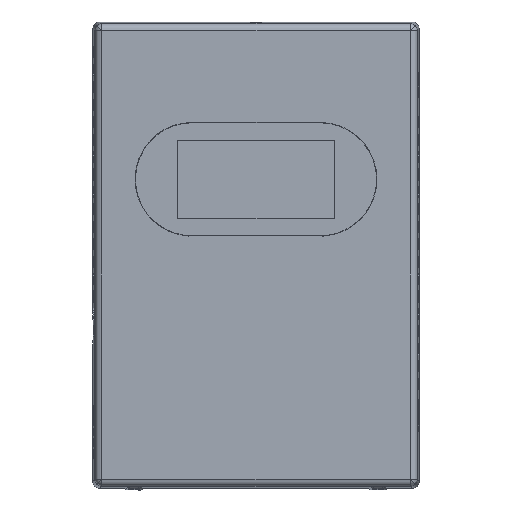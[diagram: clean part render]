
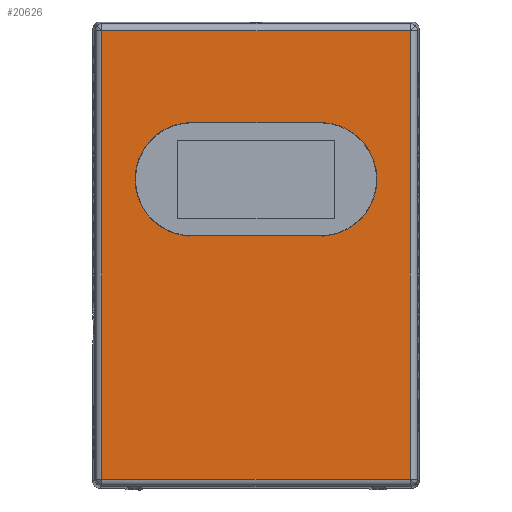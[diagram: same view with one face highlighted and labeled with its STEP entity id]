
A CAD part, top view. The second image highlights one B-rep face of the part: STEP entity #20626.
In plain terms, the highlighted planar face has unit normal (0, 0, 1).
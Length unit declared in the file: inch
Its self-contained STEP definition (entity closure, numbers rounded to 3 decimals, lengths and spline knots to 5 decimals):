
#1106 = VERTEX_POINT ( 'NONE', #35906 ) ;
#1296 = AXIS2_PLACEMENT_3D ( 'NONE', #29810, #32098, #7419 ) ;
#1338 = LINE ( 'NONE', #26224, #40741 ) ;
#2244 = EDGE_LOOP ( 'NONE', ( #24870, #27516, #12797, #31689, #40126 ) ) ;
#3170 = EDGE_CURVE ( 'NONE', #7723, #35193, #36878, .T. ) ;
#3949 = DIRECTION ( 'NONE',  ( 0., 1., 0. ) ) ;
#4013 = LINE ( 'NONE', #13542, #38706 ) ;
#4212 = ORIENTED_EDGE ( 'NONE', *, *, #30648, .T. ) ;
#4964 = EDGE_LOOP ( 'NONE', ( #4212, #26694, #26503, #7712 ) ) ;
#5728 = VECTOR ( 'NONE', #3949, 39.37008 ) ;
#6144 = DIRECTION ( 'NONE',  ( -1., 0., 0. ) ) ;
#7419 = DIRECTION ( 'NONE',  ( 1., 0., 0. ) ) ;
#7448 = LINE ( 'NONE', #32334, #5728 ) ;
#7712 = ORIENTED_EDGE ( 'NONE', *, *, #3170, .T. ) ;
#7723 = VERTEX_POINT ( 'NONE', #23991 ) ;
#10182 = CARTESIAN_POINT ( 'NONE',  ( 1.03758, 5.47326, 0.38583 ) ) ;
#10194 = PLANE ( 'NONE',  #18947 ) ;
#10849 = VECTOR ( 'NONE', #6144, 39.37008 ) ;
#12257 = VERTEX_POINT ( 'NONE', #29729 ) ;
#12797 = ORIENTED_EDGE ( 'NONE', *, *, #19274, .T. ) ;
#13150 = DIRECTION ( 'NONE',  ( 1., 0., 0. ) ) ;
#13311 = DIRECTION ( 'NONE',  ( 0., 0., 1. ) ) ;
#13542 = CARTESIAN_POINT ( 'NONE',  ( 0., 4.4385, 0.38583 ) ) ;
#13871 = VECTOR ( 'NONE', #36669, 39.37008 ) ;
#14115 = EDGE_CURVE ( 'NONE', #17665, #7723, #7448, .T. ) ;
#14134 = CIRCLE ( 'NONE', #18758, 0.64158 ) ;
#15220 = DIRECTION ( 'NONE',  ( 0., 0., -1. ) ) ;
#15443 = EDGE_CURVE ( 'NONE', #1106, #31154, #14134, .T. ) ;
#16242 = EDGE_CURVE ( 'NONE', #31154, #25590, #40727, .T. ) ;
#17665 = VERTEX_POINT ( 'NONE', #34895 ) ;
#18758 = AXIS2_PLACEMENT_3D ( 'NONE', #27664, #15220, #40263 ) ;
#18947 = AXIS2_PLACEMENT_3D ( 'NONE', #26569, #13311, #29453 ) ;
#19178 = CIRCLE ( 'NONE', #1296, 0.64158 ) ;
#19274 = EDGE_CURVE ( 'NONE', #12257, #33391, #4013, .T. ) ;
#19524 = FACE_BOUND ( 'NONE', #2244, .T. ) ;
#20626 = ADVANCED_FACE ( 'NONE', ( #19524, #26362 ), #10194, .T. ) ;
#22156 = VERTEX_POINT ( 'NONE', #25611 ) ;
#22271 = CARTESIAN_POINT ( 'NONE',  ( 2.12635, 3.15942, 0.38583 ) ) ;
#22686 = EDGE_CURVE ( 'NONE', #33391, #1106, #40654, .T. ) ;
#23851 = DIRECTION ( 'NONE',  ( -1., 0., 0. ) ) ;
#23991 = CARTESIAN_POINT ( 'NONE',  ( 4.51782, 5.47326, 0.38583 ) ) ;
#24479 = CARTESIAN_POINT ( 'NONE',  ( 0., 5.47326, 0.38583 ) ) ;
#24570 = CARTESIAN_POINT ( 'NONE',  ( 3.50133, 4.4385, 0.38583 ) ) ;
#24870 = ORIENTED_EDGE ( 'NONE', *, *, #16242, .T. ) ;
#25590 = VERTEX_POINT ( 'NONE', #22271 ) ;
#25611 = CARTESIAN_POINT ( 'NONE',  ( 1.03758, 0.41145, 0.38583 ) ) ;
#26163 = CARTESIAN_POINT ( 'NONE',  ( 3.50133, 3.79692, 0.38583 ) ) ;
#26224 = CARTESIAN_POINT ( 'NONE',  ( 1.03758, 0., 0.38583 ) ) ;
#26362 = FACE_OUTER_BOUND ( 'NONE', #4964, .T. ) ;
#26503 = ORIENTED_EDGE ( 'NONE', *, *, #14115, .T. ) ;
#26569 = CARTESIAN_POINT ( 'NONE',  ( 0., 0., 0.38583 ) ) ;
#26694 = ORIENTED_EDGE ( 'NONE', *, *, #35223, .T. ) ;
#27516 = ORIENTED_EDGE ( 'NONE', *, *, #35455, .T. ) ;
#27664 = CARTESIAN_POINT ( 'NONE',  ( 3.50133, 3.79692, 0.38583 ) ) ;
#28118 = AXIS2_PLACEMENT_3D ( 'NONE', #26163, #36287, #32759 ) ;
#29453 = DIRECTION ( 'NONE',  ( 1., 0., 0. ) ) ;
#29729 = CARTESIAN_POINT ( 'NONE',  ( 2.05408, 4.4385, 0.38583 ) ) ;
#29810 = CARTESIAN_POINT ( 'NONE',  ( 2.05408, 3.79692, 0.38583 ) ) ;
#30648 = EDGE_CURVE ( 'NONE', #35193, #22156, #1338, .T. ) ;
#30670 = CARTESIAN_POINT ( 'NONE',  ( 0., 0.41145, 0.38583 ) ) ;
#31154 = VERTEX_POINT ( 'NONE', #36908 ) ;
#31689 = ORIENTED_EDGE ( 'NONE', *, *, #22686, .T. ) ;
#32098 = DIRECTION ( 'NONE',  ( 0., 0., -1. ) ) ;
#32334 = CARTESIAN_POINT ( 'NONE',  ( 4.51782, 0., 0.38583 ) ) ;
#32759 = DIRECTION ( 'NONE',  ( 1., 0., 0. ) ) ;
#32825 = DIRECTION ( 'NONE',  ( 0., -1., 0. ) ) ;
#33391 = VERTEX_POINT ( 'NONE', #24570 ) ;
#34525 = CARTESIAN_POINT ( 'NONE',  ( 0., 3.15942, 0.38583 ) ) ;
#34895 = CARTESIAN_POINT ( 'NONE',  ( 4.51782, 0.41145, 0.38583 ) ) ;
#35193 = VERTEX_POINT ( 'NONE', #10182 ) ;
#35223 = EDGE_CURVE ( 'NONE', #22156, #17665, #39967, .T. ) ;
#35455 = EDGE_CURVE ( 'NONE', #25590, #12257, #19178, .T. ) ;
#35906 = CARTESIAN_POINT ( 'NONE',  ( 4.14291, 3.79692, 0.38583 ) ) ;
#36287 = DIRECTION ( 'NONE',  ( 0., 0., -1. ) ) ;
#36669 = DIRECTION ( 'NONE',  ( 1., 0., 0. ) ) ;
#36878 = LINE ( 'NONE', #24479, #39069 ) ;
#36908 = CARTESIAN_POINT ( 'NONE',  ( 3.42905, 3.15942, 0.38583 ) ) ;
#38706 = VECTOR ( 'NONE', #13150, 39.37008 ) ;
#39069 = VECTOR ( 'NONE', #23851, 39.37008 ) ;
#39967 = LINE ( 'NONE', #30670, #13871 ) ;
#40126 = ORIENTED_EDGE ( 'NONE', *, *, #15443, .T. ) ;
#40263 = DIRECTION ( 'NONE',  ( 1., 0., 0. ) ) ;
#40654 = CIRCLE ( 'NONE', #28118, 0.64158 ) ;
#40727 = LINE ( 'NONE', #34525, #10849 ) ;
#40741 = VECTOR ( 'NONE', #32825, 39.37008 ) ;
